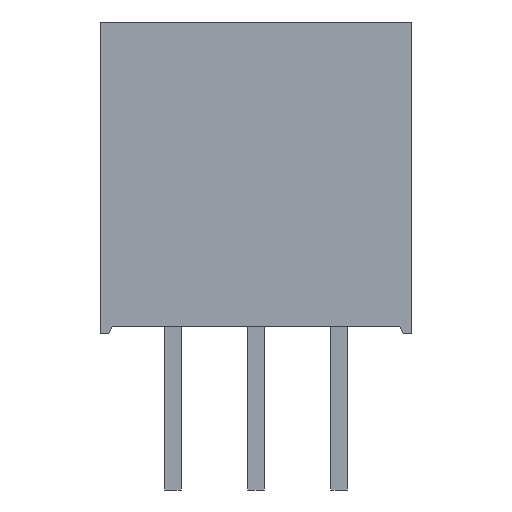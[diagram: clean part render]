
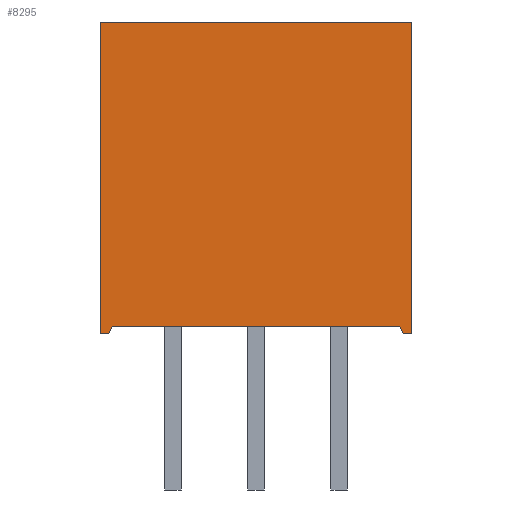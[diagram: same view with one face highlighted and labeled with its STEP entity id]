
A CAD part, front view. The second image highlights one B-rep face of the part: STEP entity #8295.
In plain terms, the highlighted planar face has unit normal (0, -1, 0).
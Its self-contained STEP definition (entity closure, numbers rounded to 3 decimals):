
#838=ORIENTED_EDGE('',*,*,#2519,.T.);
#839=ORIENTED_EDGE('',*,*,#2521,.T.);
#840=ORIENTED_EDGE('',*,*,#2243,.T.);
#841=ORIENTED_EDGE('',*,*,#2523,.T.);
#842=ORIENTED_EDGE('',*,*,#2525,.T.);
#843=ORIENTED_EDGE('',*,*,#2526,.T.);
#844=ORIENTED_EDGE('',*,*,#2508,.T.);
#845=ORIENTED_EDGE('',*,*,#2527,.T.);
#2243=EDGE_CURVE('',#3097,#3096,#3613,.T.);
#2508=EDGE_CURVE('',#3359,#3358,#3622,.T.);
#2519=EDGE_CURVE('',#3369,#3368,#3633,.T.);
#2521=EDGE_CURVE('',#3368,#3097,#3635,.T.);
#2523=EDGE_CURVE('',#3096,#3370,#3637,.T.);
#2525=EDGE_CURVE('',#3370,#3371,#3639,.T.);
#2526=EDGE_CURVE('',#3371,#3359,#3640,.T.);
#2527=EDGE_CURVE('',#3358,#3369,#3641,.T.);
#3096=VERTEX_POINT('',#10803);
#3097=VERTEX_POINT('',#10805);
#3358=VERTEX_POINT('',#11908);
#3359=VERTEX_POINT('',#11910);
#3368=VERTEX_POINT('',#11930);
#3369=VERTEX_POINT('',#11932);
#3370=VERTEX_POINT('',#11938);
#3371=VERTEX_POINT('',#11942);
#3613=LINE('',#10804,#4043);
#3622=LINE('',#11909,#4052);
#3633=LINE('',#11931,#4063);
#3635=LINE('',#11935,#4065);
#3637=LINE('',#11939,#4067);
#3639=LINE('',#11943,#4069);
#3640=LINE('',#11945,#4070);
#3641=LINE('',#11947,#4071);
#4043=VECTOR('',#9145,1000.);
#4052=VECTOR('',#9388,1000.);
#4063=VECTOR('',#9401,1000.);
#4065=VECTOR('',#9405,1000.);
#4067=VECTOR('',#9409,1000.);
#4069=VECTOR('',#9413,1000.);
#4070=VECTOR('',#9416,1000.);
#4071=VECTOR('',#9419,1000.);
#4548=EDGE_LOOP('',(#838,#839,#840,#841,#842,#843,#844,#845));
#4996=FACE_BOUND('',#4548,.T.);
#5371=PLANE('',#8784);
#8295=ADVANCED_FACE('',(#4996),#5371,.T.);
#8784=AXIS2_PLACEMENT_3D('',#11948,#9420,#9421);
#9145=DIRECTION('',(-1.,0.,0.));
#9388=DIRECTION('',(1.,0.,0.));
#9401=DIRECTION('',(1.,0.,0.));
#9405=DIRECTION('',(0.,0.,1.));
#9409=DIRECTION('',(0.,0.,-1.));
#9413=DIRECTION('',(1.,0.,0.));
#9416=DIRECTION('',(0.5,0.,0.866));
#9419=DIRECTION('',(0.5,0.,-0.866));
#9420=DIRECTION('',(0.,-1.,0.));
#9421=DIRECTION('',(0.,0.,-1.));
#10803=CARTESIAN_POINT('',(-4.76,-4.83,4.76));
#10804=CARTESIAN_POINT('',(4.76,-4.83,4.76));
#10805=CARTESIAN_POINT('',(4.76,-4.83,4.76));
#11908=CARTESIAN_POINT('',(4.385,-4.83,-4.543));
#11909=CARTESIAN_POINT('',(4.385,-4.83,-4.543));
#11910=CARTESIAN_POINT('',(-4.385,-4.83,-4.543));
#11930=CARTESIAN_POINT('',(4.76,-4.83,-4.76));
#11931=CARTESIAN_POINT('',(4.76,-4.83,-4.76));
#11932=CARTESIAN_POINT('',(4.51,-4.83,-4.76));
#11935=CARTESIAN_POINT('',(4.76,-4.83,-4.76));
#11938=CARTESIAN_POINT('',(-4.76,-4.83,-4.76));
#11939=CARTESIAN_POINT('',(-4.76,-4.83,4.76));
#11942=CARTESIAN_POINT('',(-4.51,-4.83,-4.76));
#11943=CARTESIAN_POINT('',(-4.76,-4.83,-4.76));
#11945=CARTESIAN_POINT('',(-4.51,-4.83,-4.76));
#11947=CARTESIAN_POINT('',(4.51,-4.83,-4.76));
#11948=CARTESIAN_POINT('',(0.,-4.83,0.));
